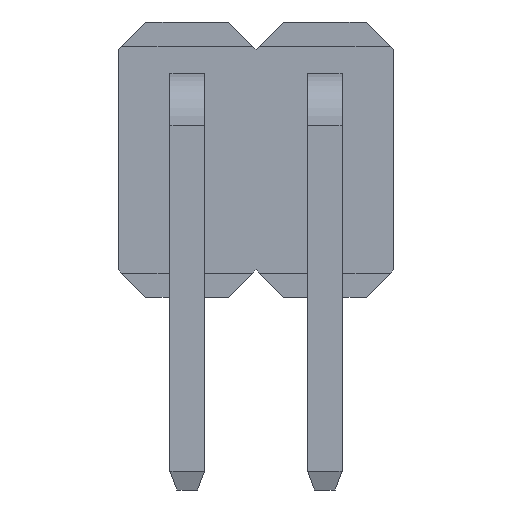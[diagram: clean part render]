
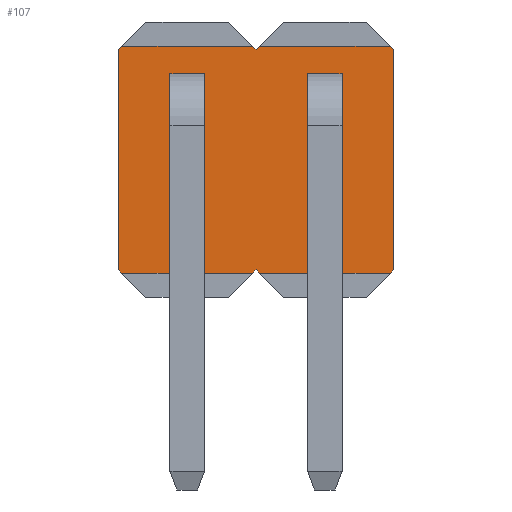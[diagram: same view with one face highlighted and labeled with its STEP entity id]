
A CAD part, front view. The second image highlights one B-rep face of the part: STEP entity #107.
In plain terms, the highlighted planar face has unit normal (0, -1, 0).
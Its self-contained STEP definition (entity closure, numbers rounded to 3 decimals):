
#107=ADVANCED_FACE('',(#1203,#1205,#1207,#1209,#1211),#1213,.T.);
#1203=FACE_BOUND('',#1204,.T.);
#1204=EDGE_LOOP('',(#2089,#2090,#2091,#2092,#2093,#2094,#2095,#2096,#2097,#2098,
#2099,#2100,#2101,#2102));
#1205=FACE_BOUND('',#1206,.T.);
#1206=EDGE_LOOP('',(#2103,#2104,#2105,#2106));
#1207=FACE_BOUND('',#1208,.T.);
#1208=EDGE_LOOP('',(#2107,#2108,#2109,#2110));
#1209=FACE_BOUND('',#1210,.T.);
#1210=EDGE_LOOP('',(#2111,#2112,#2113,#2114));
#1211=FACE_BOUND('',#1212,.T.);
#1212=EDGE_LOOP('',(#2115,#2116,#2117,#2118));
#1213=PLANE('',#1214);
#1214=AXIS2_PLACEMENT_3D('',#1215,#1216,#1217);
#1215=CARTESIAN_POINT('',(0.,1.55,0.));
#1216=DIRECTION('',(0.,-1.,-0.));
#1217=DIRECTION('',(1.,0.,0.));
#2089=ORIENTED_EDGE('',*,*,#2682,.F.);
#2090=ORIENTED_EDGE('',*,*,#2683,.T.);
#2091=ORIENTED_EDGE('',*,*,#2684,.F.);
#2092=ORIENTED_EDGE('',*,*,#2685,.F.);
#2093=ORIENTED_EDGE('',*,*,#2686,.F.);
#2094=ORIENTED_EDGE('',*,*,#2687,.T.);
#2095=ORIENTED_EDGE('',*,*,#2688,.F.);
#2096=ORIENTED_EDGE('',*,*,#2689,.F.);
#2097=ORIENTED_EDGE('',*,*,#2690,.T.);
#2098=ORIENTED_EDGE('',*,*,#2691,.F.);
#2099=ORIENTED_EDGE('',*,*,#2638,.F.);
#2100=ORIENTED_EDGE('',*,*,#2679,.F.);
#2101=ORIENTED_EDGE('',*,*,#2692,.T.);
#2102=ORIENTED_EDGE('',*,*,#2693,.F.);
#2103=ORIENTED_EDGE('',*,*,#2694,.F.);
#2104=ORIENTED_EDGE('',*,*,#2695,.F.);
#2105=ORIENTED_EDGE('',*,*,#2696,.F.);
#2106=ORIENTED_EDGE('',*,*,#2697,.F.);
#2107=ORIENTED_EDGE('',*,*,#2698,.F.);
#2108=ORIENTED_EDGE('',*,*,#2699,.F.);
#2109=ORIENTED_EDGE('',*,*,#2700,.F.);
#2110=ORIENTED_EDGE('',*,*,#2701,.F.);
#2111=ORIENTED_EDGE('',*,*,#2702,.F.);
#2112=ORIENTED_EDGE('',*,*,#2703,.F.);
#2113=ORIENTED_EDGE('',*,*,#2704,.F.);
#2114=ORIENTED_EDGE('',*,*,#2705,.F.);
#2115=ORIENTED_EDGE('',*,*,#2706,.F.);
#2116=ORIENTED_EDGE('',*,*,#2707,.F.);
#2117=ORIENTED_EDGE('',*,*,#2708,.F.);
#2118=ORIENTED_EDGE('',*,*,#2709,.F.);
#2638=EDGE_CURVE('',#2949,#2951,#2952,.T.);
#2679=EDGE_CURVE('',#3028,#2949,#3030,.T.);
#2682=EDGE_CURVE('',#3034,#3035,#3036,.T.);
#2683=EDGE_CURVE('',#3034,#3037,#3038,.T.);
#2684=EDGE_CURVE('',#3039,#3037,#3040,.T.);
#2685=EDGE_CURVE('',#3041,#3039,#3042,.T.);
#2686=EDGE_CURVE('',#3043,#3041,#3044,.T.);
#2687=EDGE_CURVE('',#3043,#3045,#3046,.T.);
#2688=EDGE_CURVE('',#3047,#3045,#3048,.T.);
#2689=EDGE_CURVE('',#3049,#3047,#3050,.T.);
#2690=EDGE_CURVE('',#3049,#3051,#3052,.T.);
#2691=EDGE_CURVE('',#2951,#3051,#3053,.T.);
#2692=EDGE_CURVE('',#3028,#3054,#3055,.T.);
#2693=EDGE_CURVE('',#3035,#3054,#3056,.T.);
#2694=EDGE_CURVE('',#3057,#3058,#3059,.T.);
#2695=EDGE_CURVE('',#3060,#3057,#3061,.T.);
#2696=EDGE_CURVE('',#3062,#3060,#3063,.T.);
#2697=EDGE_CURVE('',#3058,#3062,#3064,.T.);
#2698=EDGE_CURVE('',#3065,#3066,#3067,.T.);
#2699=EDGE_CURVE('',#3068,#3065,#3069,.T.);
#2700=EDGE_CURVE('',#3070,#3068,#3071,.T.);
#2701=EDGE_CURVE('',#3066,#3070,#3072,.T.);
#2702=EDGE_CURVE('',#3073,#3074,#3075,.T.);
#2703=EDGE_CURVE('',#3076,#3073,#3077,.T.);
#2704=EDGE_CURVE('',#3078,#3076,#3079,.T.);
#2705=EDGE_CURVE('',#3074,#3078,#3080,.T.);
#2706=EDGE_CURVE('',#3081,#3082,#3083,.T.);
#2707=EDGE_CURVE('',#3084,#3081,#3085,.T.);
#2708=EDGE_CURVE('',#3086,#3084,#3087,.T.);
#2709=EDGE_CURVE('',#3082,#3086,#3088,.T.);
#2949=VERTEX_POINT('',#3464);
#2951=VERTEX_POINT('',#3468);
#2952=LINE('',#3469,#3470);
#3028=VERTEX_POINT('',#3625);
#3030=LINE('',#3629,#3630);
#3034=VERTEX_POINT('',#3639);
#3035=VERTEX_POINT('',#3640);
#3036=LINE('',#3641,#3642);
#3037=VERTEX_POINT('',#3644);
#3038=LINE('',#3645,#3646);
#3039=VERTEX_POINT('',#3648);
#3040=LINE('',#3649,#3650);
#3041=VERTEX_POINT('',#3652);
#3042=LINE('',#3653,#3654);
#3043=VERTEX_POINT('',#3656);
#3044=LINE('',#3657,#3658);
#3045=VERTEX_POINT('',#3660);
#3046=LINE('',#3661,#3662);
#3047=VERTEX_POINT('',#3664);
#3048=LINE('',#3665,#3666);
#3049=VERTEX_POINT('',#3668);
#3050=LINE('',#3669,#3670);
#3051=VERTEX_POINT('',#3672);
#3052=LINE('',#3673,#3674);
#3053=LINE('',#3676,#3677);
#3054=VERTEX_POINT('',#3679);
#3055=LINE('',#3680,#3681);
#3056=LINE('',#3683,#3684);
#3057=VERTEX_POINT('',#3686);
#3058=VERTEX_POINT('',#3687);
#3059=LINE('',#3688,#3689);
#3060=VERTEX_POINT('',#3691);
#3061=LINE('',#3692,#3693);
#3062=VERTEX_POINT('',#3695);
#3063=LINE('',#3696,#3697);
#3064=LINE('',#3699,#3700);
#3065=VERTEX_POINT('',#3702);
#3066=VERTEX_POINT('',#3703);
#3067=LINE('',#3704,#3705);
#3068=VERTEX_POINT('',#3707);
#3069=LINE('',#3708,#3709);
#3070=VERTEX_POINT('',#3711);
#3071=LINE('',#3712,#3713);
#3072=LINE('',#3715,#3716);
#3073=VERTEX_POINT('',#3718);
#3074=VERTEX_POINT('',#3719);
#3075=LINE('',#3720,#3721);
#3076=VERTEX_POINT('',#3723);
#3077=LINE('',#3724,#3725);
#3078=VERTEX_POINT('',#3727);
#3079=LINE('',#3728,#3729);
#3080=LINE('',#3731,#3732);
#3081=VERTEX_POINT('',#3734);
#3082=VERTEX_POINT('',#3735);
#3083=LINE('',#3736,#3737);
#3084=VERTEX_POINT('',#3739);
#3085=LINE('',#3740,#3741);
#3086=VERTEX_POINT('',#3743);
#3087=LINE('',#3744,#3745);
#3088=LINE('',#3747,#3748);
#3464=CARTESIAN_POINT('',(3.,1.55,3.6));
#3468=CARTESIAN_POINT('',(3.,1.55,0.4));
#3469=CARTESIAN_POINT('',(3.,1.55,3.6));
#3470=VECTOR('',#3471,1.);
#3471=DIRECTION('',(0.,0.,-1.));
#3625=CARTESIAN_POINT('',(2.95,1.55,3.65));
#3629=CARTESIAN_POINT('',(2.95,1.55,3.65));
#3630=VECTOR('',#3631,1.);
#3631=DIRECTION('',(0.707,0.,-0.707));
#3639=CARTESIAN_POINT('',(0.95,1.55,3.65));
#3640=CARTESIAN_POINT('',(1.,1.55,3.6));
#3641=CARTESIAN_POINT('',(0.95,1.55,3.65));
#3642=VECTOR('',#3643,1.);
#3643=DIRECTION('',(0.707,0.,-0.707));
#3644=CARTESIAN_POINT('',(-0.95,1.55,3.65));
#3645=CARTESIAN_POINT('',(0.95,1.55,3.65));
#3646=VECTOR('',#3647,1.);
#3647=DIRECTION('',(-1.,0.,0.));
#3648=CARTESIAN_POINT('',(-1.,1.55,3.6));
#3649=CARTESIAN_POINT('',(-1.,1.55,3.6));
#3650=VECTOR('',#3651,1.);
#3651=DIRECTION('',(0.707,0.,0.707));
#3652=CARTESIAN_POINT('',(-1.,1.55,0.4));
#3653=CARTESIAN_POINT('',(-1.,1.55,0.4));
#3654=VECTOR('',#3655,1.);
#3655=DIRECTION('',(0.,0.,1.));
#3656=CARTESIAN_POINT('',(-0.95,1.55,0.35));
#3657=CARTESIAN_POINT('',(-0.95,1.55,0.35));
#3658=VECTOR('',#3659,1.);
#3659=DIRECTION('',(-0.707,0.,0.707));
#3660=CARTESIAN_POINT('',(0.95,1.55,0.35));
#3661=CARTESIAN_POINT('',(-0.95,1.55,0.35));
#3662=VECTOR('',#3663,1.);
#3663=DIRECTION('',(1.,0.,0.));
#3664=CARTESIAN_POINT('',(1.,1.55,0.4));
#3665=CARTESIAN_POINT('',(1.,1.55,0.4));
#3666=VECTOR('',#3667,1.);
#3667=DIRECTION('',(-0.707,0.,-0.707));
#3668=CARTESIAN_POINT('',(1.05,1.55,0.35));
#3669=CARTESIAN_POINT('',(1.05,1.55,0.35));
#3670=VECTOR('',#3671,1.);
#3671=DIRECTION('',(-0.707,0.,0.707));
#3672=CARTESIAN_POINT('',(2.95,1.55,0.35));
#3673=CARTESIAN_POINT('',(1.05,1.55,0.35));
#3674=VECTOR('',#3675,1.);
#3675=DIRECTION('',(1.,0.,0.));
#3676=CARTESIAN_POINT('',(3.,1.55,0.4));
#3677=VECTOR('',#3678,1.);
#3678=DIRECTION('',(-0.707,0.,-0.707));
#3679=CARTESIAN_POINT('',(1.05,1.55,3.65));
#3680=CARTESIAN_POINT('',(2.95,1.55,3.65));
#3681=VECTOR('',#3682,1.);
#3682=DIRECTION('',(-1.,0.,0.));
#3683=CARTESIAN_POINT('',(1.,1.55,3.6));
#3684=VECTOR('',#3685,1.);
#3685=DIRECTION('',(0.707,0.,0.707));
#3686=CARTESIAN_POINT('',(2.25,1.55,2.75));
#3687=CARTESIAN_POINT('',(2.25,1.55,3.25));
#3688=CARTESIAN_POINT('',(2.25,1.55,2.75));
#3689=VECTOR('',#3690,1.);
#3690=DIRECTION('',(0.,0.,1.));
#3691=CARTESIAN_POINT('',(1.75,1.55,2.75));
#3692=CARTESIAN_POINT('',(1.75,1.55,2.75));
#3693=VECTOR('',#3694,1.);
#3694=DIRECTION('',(1.,0.,0.));
#3695=CARTESIAN_POINT('',(1.75,1.55,3.25));
#3696=CARTESIAN_POINT('',(1.75,1.55,3.25));
#3697=VECTOR('',#3698,1.);
#3698=DIRECTION('',(0.,0.,-1.));
#3699=CARTESIAN_POINT('',(2.25,1.55,3.25));
#3700=VECTOR('',#3701,1.);
#3701=DIRECTION('',(-1.,0.,0.));
#3702=CARTESIAN_POINT('',(-0.25,1.55,1.25));
#3703=CARTESIAN_POINT('',(-0.25,1.55,0.75));
#3704=CARTESIAN_POINT('',(-0.25,1.55,1.25));
#3705=VECTOR('',#3706,1.);
#3706=DIRECTION('',(0.,0.,-1.));
#3707=CARTESIAN_POINT('',(0.25,1.55,1.25));
#3708=CARTESIAN_POINT('',(0.25,1.55,1.25));
#3709=VECTOR('',#3710,1.);
#3710=DIRECTION('',(-1.,0.,0.));
#3711=CARTESIAN_POINT('',(0.25,1.55,0.75));
#3712=CARTESIAN_POINT('',(0.25,1.55,0.75));
#3713=VECTOR('',#3714,1.);
#3714=DIRECTION('',(0.,0.,1.));
#3715=CARTESIAN_POINT('',(-0.25,1.55,0.75));
#3716=VECTOR('',#3717,1.);
#3717=DIRECTION('',(1.,0.,0.));
#3718=CARTESIAN_POINT('',(0.25,1.55,2.75));
#3719=CARTESIAN_POINT('',(0.25,1.55,3.25));
#3720=CARTESIAN_POINT('',(0.25,1.55,2.75));
#3721=VECTOR('',#3722,1.);
#3722=DIRECTION('',(0.,0.,1.));
#3723=CARTESIAN_POINT('',(-0.25,1.55,2.75));
#3724=CARTESIAN_POINT('',(-0.25,1.55,2.75));
#3725=VECTOR('',#3726,1.);
#3726=DIRECTION('',(1.,0.,0.));
#3727=CARTESIAN_POINT('',(-0.25,1.55,3.25));
#3728=CARTESIAN_POINT('',(-0.25,1.55,3.25));
#3729=VECTOR('',#3730,1.);
#3730=DIRECTION('',(0.,0.,-1.));
#3731=CARTESIAN_POINT('',(0.25,1.55,3.25));
#3732=VECTOR('',#3733,1.);
#3733=DIRECTION('',(-1.,0.,0.));
#3734=CARTESIAN_POINT('',(1.75,1.55,1.25));
#3735=CARTESIAN_POINT('',(1.75,1.55,0.75));
#3736=CARTESIAN_POINT('',(1.75,1.55,1.25));
#3737=VECTOR('',#3738,1.);
#3738=DIRECTION('',(0.,0.,-1.));
#3739=CARTESIAN_POINT('',(2.25,1.55,1.25));
#3740=CARTESIAN_POINT('',(2.25,1.55,1.25));
#3741=VECTOR('',#3742,1.);
#3742=DIRECTION('',(-1.,0.,0.));
#3743=CARTESIAN_POINT('',(2.25,1.55,0.75));
#3744=CARTESIAN_POINT('',(2.25,1.55,0.75));
#3745=VECTOR('',#3746,1.);
#3746=DIRECTION('',(0.,0.,1.));
#3747=CARTESIAN_POINT('',(1.75,1.55,0.75));
#3748=VECTOR('',#3749,1.);
#3749=DIRECTION('',(1.,0.,0.));
